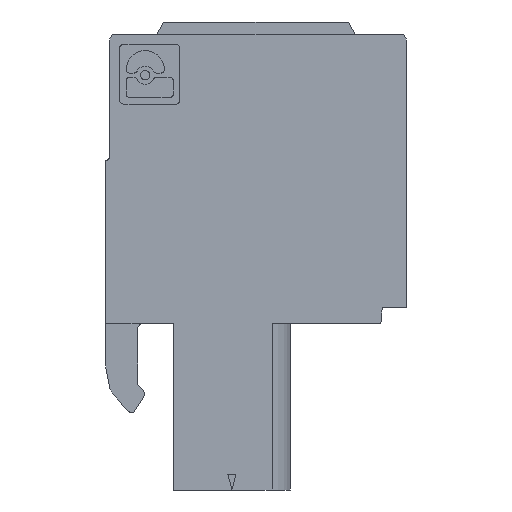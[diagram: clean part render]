
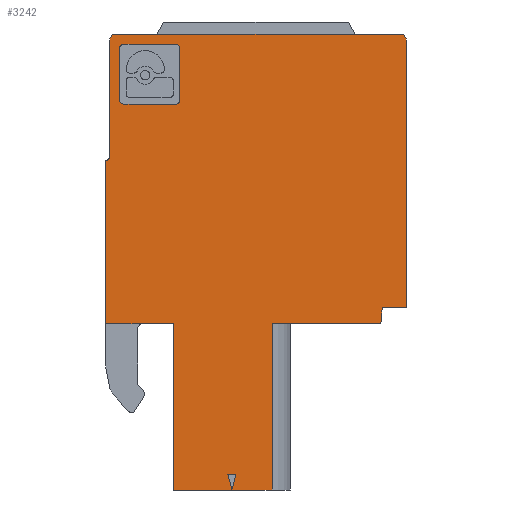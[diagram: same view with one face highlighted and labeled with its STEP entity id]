
A CAD part, left-side view. The second image highlights one B-rep face of the part: STEP entity #3242.
In plain terms, the highlighted face is planar.
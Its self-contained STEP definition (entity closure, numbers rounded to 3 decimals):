
#138=CIRCLE('',#3470,0.3);
#139=CIRCLE('',#3471,0.3);
#140=CIRCLE('',#3472,0.2);
#141=CIRCLE('',#3473,0.211);
#142=CIRCLE('',#3474,0.211);
#143=CIRCLE('',#3475,0.211);
#144=CIRCLE('',#3476,0.211);
#278=VERTEX_POINT('',#4672);
#279=VERTEX_POINT('',#4673);
#280=VERTEX_POINT('',#4675);
#281=VERTEX_POINT('',#4677);
#282=VERTEX_POINT('',#4679);
#283=VERTEX_POINT('',#4681);
#284=VERTEX_POINT('',#4683);
#285=VERTEX_POINT('',#4685);
#286=VERTEX_POINT('',#4687);
#287=VERTEX_POINT('',#4689);
#288=VERTEX_POINT('',#4691);
#289=VERTEX_POINT('',#4693);
#290=VERTEX_POINT('',#4695);
#291=VERTEX_POINT('',#4697);
#292=VERTEX_POINT('',#4699);
#293=VERTEX_POINT('',#4700);
#294=VERTEX_POINT('',#4702);
#295=VERTEX_POINT('',#4705);
#296=VERTEX_POINT('',#4706);
#297=VERTEX_POINT('',#4708);
#298=VERTEX_POINT('',#4710);
#299=VERTEX_POINT('',#4712);
#300=VERTEX_POINT('',#4714);
#301=VERTEX_POINT('',#4716);
#302=VERTEX_POINT('',#4718);
#585=VECTOR('',#3822,1.);
#586=VECTOR('',#3823,1.);
#587=VECTOR('',#3824,1.);
#588=VECTOR('',#3825,1.);
#589=VECTOR('',#3826,1.);
#590=VECTOR('',#3827,1.);
#591=VECTOR('',#3828,1.);
#592=VECTOR('',#3831,1.);
#593=VECTOR('',#3834,1.);
#594=VECTOR('',#3837,1.);
#595=VECTOR('',#3838,1.);
#596=VECTOR('',#3839,1.);
#597=VECTOR('',#3840,1.);
#598=VECTOR('',#3843,1.);
#599=VECTOR('',#3846,1.);
#600=VECTOR('',#3849,1.);
#601=VECTOR('',#3852,1.);
#925=LINE('',#4671,#585);
#926=LINE('',#4674,#586);
#927=LINE('',#4676,#587);
#928=LINE('',#4678,#588);
#929=LINE('',#4680,#589);
#930=LINE('',#4682,#590);
#931=LINE('',#4684,#591);
#932=LINE('',#4688,#592);
#933=LINE('',#4692,#593);
#934=LINE('',#4696,#594);
#935=LINE('',#4698,#595);
#936=LINE('',#4701,#596);
#937=LINE('',#4703,#597);
#938=LINE('',#4707,#598);
#939=LINE('',#4711,#599);
#940=LINE('',#4715,#600);
#941=LINE('',#4719,#601);
#1283=EDGE_CURVE('',#278,#279,#925,.T.);
#1284=EDGE_CURVE('',#280,#279,#926,.T.);
#1285=EDGE_CURVE('',#280,#281,#927,.T.);
#1286=EDGE_CURVE('',#282,#281,#928,.T.);
#1287=EDGE_CURVE('',#283,#282,#929,.T.);
#1288=EDGE_CURVE('',#284,#283,#930,.T.);
#1289=EDGE_CURVE('',#285,#284,#931,.T.);
#1290=EDGE_CURVE('',#286,#285,#138,.T.);
#1291=EDGE_CURVE('',#287,#286,#932,.T.);
#1292=EDGE_CURVE('',#288,#287,#139,.T.);
#1293=EDGE_CURVE('',#288,#289,#933,.T.);
#1294=EDGE_CURVE('',#289,#290,#140,.T.);
#1295=EDGE_CURVE('',#290,#291,#934,.T.);
#1296=EDGE_CURVE('',#278,#291,#928,.T.);
#1297=EDGE_CURVE('',#292,#293,#935,.T.);
#1298=EDGE_CURVE('',#293,#294,#936,.T.);
#1299=EDGE_CURVE('',#294,#292,#937,.T.);
#1300=EDGE_CURVE('',#295,#296,#141,.T.);
#1301=EDGE_CURVE('',#297,#295,#938,.T.);
#1302=EDGE_CURVE('',#298,#297,#142,.T.);
#1303=EDGE_CURVE('',#299,#298,#939,.T.);
#1304=EDGE_CURVE('',#300,#299,#143,.T.);
#1305=EDGE_CURVE('',#301,#300,#940,.T.);
#1306=EDGE_CURVE('',#302,#301,#144,.T.);
#1307=EDGE_CURVE('',#296,#302,#941,.T.);
#1795=ORIENTED_EDGE('',*,*,#1283,.T.);
#1796=ORIENTED_EDGE('',*,*,#1284,.F.);
#1797=ORIENTED_EDGE('',*,*,#1285,.T.);
#1798=ORIENTED_EDGE('',*,*,#1286,.F.);
#1799=ORIENTED_EDGE('',*,*,#1287,.F.);
#1800=ORIENTED_EDGE('',*,*,#1288,.F.);
#1801=ORIENTED_EDGE('',*,*,#1289,.F.);
#1802=ORIENTED_EDGE('',*,*,#1290,.F.);
#1803=ORIENTED_EDGE('',*,*,#1291,.F.);
#1804=ORIENTED_EDGE('',*,*,#1292,.F.);
#1805=ORIENTED_EDGE('',*,*,#1293,.T.);
#1806=ORIENTED_EDGE('',*,*,#1294,.T.);
#1807=ORIENTED_EDGE('',*,*,#1295,.T.);
#1808=ORIENTED_EDGE('',*,*,#1296,.F.);
#1809=ORIENTED_EDGE('',*,*,#1297,.T.);
#1810=ORIENTED_EDGE('',*,*,#1298,.T.);
#1811=ORIENTED_EDGE('',*,*,#1299,.T.);
#1812=ORIENTED_EDGE('',*,*,#1300,.F.);
#1813=ORIENTED_EDGE('',*,*,#1301,.F.);
#1814=ORIENTED_EDGE('',*,*,#1302,.F.);
#1815=ORIENTED_EDGE('',*,*,#1303,.F.);
#1816=ORIENTED_EDGE('',*,*,#1304,.F.);
#1817=ORIENTED_EDGE('',*,*,#1305,.F.);
#1818=ORIENTED_EDGE('',*,*,#1306,.F.);
#1819=ORIENTED_EDGE('',*,*,#1307,.F.);
#2779=EDGE_LOOP('',(#1795,#1796,#1797,#1798,#1799,#1800,#1801,#1802,#1803,
#1804,#1805,#1806,#1807,#1808));
#2780=EDGE_LOOP('',(#1809,#1810,#1811));
#2781=EDGE_LOOP('',(#1812,#1813,#1814,#1815,#1816,#1817,#1818,#1819));
#3011=FACE_BOUND('',#2779,.T.);
#3012=FACE_BOUND('',#2780,.T.);
#3013=FACE_BOUND('',#2781,.T.);
#3242=ADVANCED_FACE('',(#3011,#3012,#3013),#5552,.T.);
#3469=AXIS2_PLACEMENT_3D('',#4670,#3821,$);
#3470=AXIS2_PLACEMENT_3D('',#4686,#3829,#3830);
#3471=AXIS2_PLACEMENT_3D('',#4690,#3832,#3833);
#3472=AXIS2_PLACEMENT_3D('',#4694,#3835,#3836);
#3473=AXIS2_PLACEMENT_3D('',#4704,#3841,#3842);
#3474=AXIS2_PLACEMENT_3D('',#4709,#3844,#3845);
#3475=AXIS2_PLACEMENT_3D('',#4713,#3847,#3848);
#3476=AXIS2_PLACEMENT_3D('',#4717,#3850,#3851);
#3821=DIRECTION('',(0.,0.,1.));
#3822=DIRECTION('',(-1.,0.,0.));
#3823=DIRECTION('',(0.,1.,0.));
#3824=DIRECTION('',(1.,0.,0.));
#3825=DIRECTION('',(0.,1.,0.));
#3826=DIRECTION('',(-0.996,0.087,0.));
#3827=DIRECTION('',(0.,1.,0.));
#3828=DIRECTION('',(-1.,0.,0.));
#3829=DIRECTION('',(0.,0.,-1.));
#3830=DIRECTION('',(-0.3,0.,0.));
#3831=DIRECTION('',(0.,-1.,0.));
#3832=DIRECTION('',(0.,0.,-1.));
#3833=DIRECTION('',(-0.3,0.,0.));
#3834=DIRECTION('',(-1.,0.,0.));
#3835=DIRECTION('',(0.,0.,-1.));
#3836=DIRECTION('',(-0.2,0.,0.));
#3837=DIRECTION('',(-1.,0.,0.));
#3838=DIRECTION('',(0.,-1.,0.));
#3839=DIRECTION('',(-0.966,0.259,0.));
#3840=DIRECTION('',(0.966,0.259,0.));
#3841=DIRECTION('',(0.,0.,1.));
#3842=DIRECTION('',(0.211,0.,0.));
#3843=DIRECTION('',(0.,-1.,0.));
#3844=DIRECTION('',(0.,0.,1.));
#3845=DIRECTION('',(0.211,0.,0.));
#3846=DIRECTION('',(-1.,0.,0.));
#3847=DIRECTION('',(0.,0.,1.));
#3848=DIRECTION('',(0.211,0.,0.));
#3849=DIRECTION('',(0.,1.,0.));
#3850=DIRECTION('',(0.,0.,1.));
#3851=DIRECTION('',(0.211,0.,0.));
#3852=DIRECTION('',(1.,0.,0.));
#4670=CARTESIAN_POINT('',(25.286,26.826,-10.025));
#4671=CARTESIAN_POINT('',(-26.613,27.846,-10.025));
#4672=CARTESIAN_POINT('',(22.014,27.846,-10.025));
#4673=CARTESIAN_POINT('',(13.714,27.846,-10.025));
#4674=CARTESIAN_POINT('',(13.714,-16.712,-10.025));
#4675=CARTESIAN_POINT('',(13.714,22.931,-10.025));
#4676=CARTESIAN_POINT('',(-26.613,22.931,-10.025));
#4677=CARTESIAN_POINT('',(22.014,22.931,-10.025));
#4678=CARTESIAN_POINT('',(22.014,0.,-10.025));
#4679=CARTESIAN_POINT('',(22.014,17.5,-10.025));
#4680=CARTESIAN_POINT('',(0.,19.426,-10.025));
#4681=CARTESIAN_POINT('',(22.809,17.431,-10.025));
#4682=CARTESIAN_POINT('',(22.809,0.,-10.025));
#4683=CARTESIAN_POINT('',(22.809,16.231,-10.025));
#4684=CARTESIAN_POINT('',(0.,16.231,-10.025));
#4685=CARTESIAN_POINT('',(36.164,16.231,-10.025));
#4686=CARTESIAN_POINT('',(36.164,16.531,-10.025));
#4687=CARTESIAN_POINT('',(36.464,16.531,-10.025));
#4688=CARTESIAN_POINT('',(36.464,0.,-10.025));
#4689=CARTESIAN_POINT('',(36.464,30.731,-10.025));
#4690=CARTESIAN_POINT('',(36.164,30.731,-10.025));
#4691=CARTESIAN_POINT('',(36.164,31.031,-10.025));
#4692=CARTESIAN_POINT('',(0.,31.031,-10.025));
#4693=CARTESIAN_POINT('',(30.364,31.031,-10.025));
#4694=CARTESIAN_POINT('',(30.364,31.231,-10.025));
#4695=CARTESIAN_POINT('',(30.164,31.231,-10.025));
#4696=CARTESIAN_POINT('',(0.,31.231,-10.025));
#4697=CARTESIAN_POINT('',(22.014,31.231,-10.025));
#4698=CARTESIAN_POINT('',(14.464,-16.712,-10.025));
#4699=CARTESIAN_POINT('',(14.464,25.132,-10.025));
#4700=CARTESIAN_POINT('',(14.464,24.73,-10.025));
#4701=CARTESIAN_POINT('',(-26.613,35.736,-10.025));
#4702=CARTESIAN_POINT('',(13.714,24.931,-10.025));
#4703=CARTESIAN_POINT('',(-26.613,14.125,-10.025));
#4704=CARTESIAN_POINT('',(33.175,27.742,-10.025));
#4705=CARTESIAN_POINT('',(32.964,27.742,-10.025));
#4706=CARTESIAN_POINT('',(33.175,27.531,-10.025));
#4707=CARTESIAN_POINT('',(32.964,0.,-10.025));
#4708=CARTESIAN_POINT('',(32.964,30.32,-10.025));
#4709=CARTESIAN_POINT('',(33.175,30.32,-10.025));
#4710=CARTESIAN_POINT('',(33.175,30.531,-10.025));
#4711=CARTESIAN_POINT('',(0.,30.531,-10.025));
#4712=CARTESIAN_POINT('',(35.753,30.531,-10.025));
#4713=CARTESIAN_POINT('',(35.753,30.32,-10.025));
#4714=CARTESIAN_POINT('',(35.964,30.32,-10.025));
#4715=CARTESIAN_POINT('',(35.964,0.,-10.025));
#4716=CARTESIAN_POINT('',(35.964,27.742,-10.025));
#4717=CARTESIAN_POINT('',(35.753,27.742,-10.025));
#4718=CARTESIAN_POINT('',(35.753,27.531,-10.025));
#4719=CARTESIAN_POINT('',(0.,27.531,-10.025));
#5552=PLANE('',#3469);
